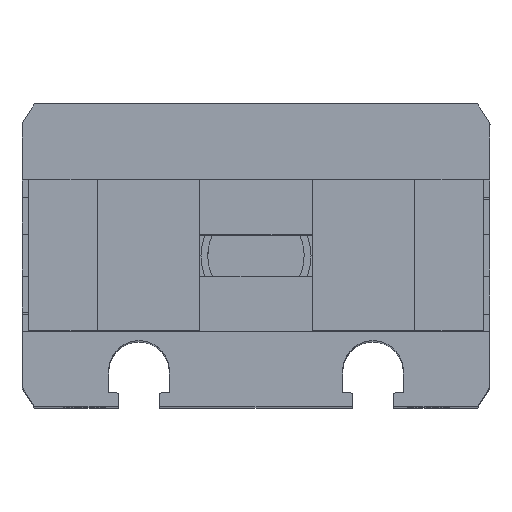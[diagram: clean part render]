
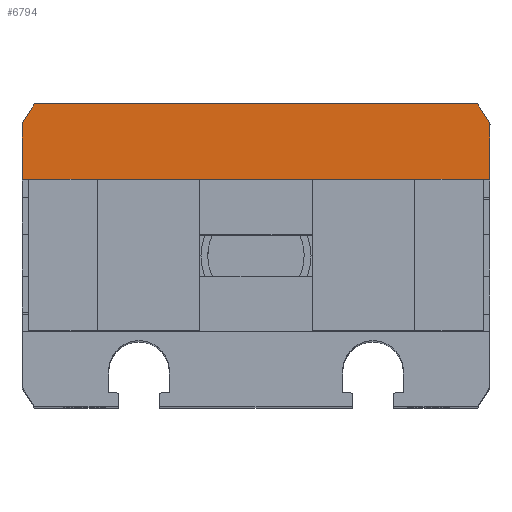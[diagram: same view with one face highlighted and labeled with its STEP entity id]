
A CAD part, top view. The second image highlights one B-rep face of the part: STEP entity #6794.
In plain terms, the highlighted planar face has unit normal (0, 0, 1).
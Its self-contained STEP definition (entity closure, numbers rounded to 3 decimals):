
#3278=CARTESIAN_POINT('',(16.969,9.522,58.5));
#3279=VERTEX_POINT('Vertex175',#3278);
#3286=CARTESIAN_POINT('',(16.969,5.469,58.5));
#3287=VERTEX_POINT('Vertex177',#3286);
#3288=CARTESIAN_POINT('',(16.969,7.495,58.5));
#3289=DIRECTION('',(0.,1.,0.));
#3290=VECTOR('',#3289,1.);
#3291=LINE('nurbsCrv234',#3288,#3290);
#3292=EDGE_CURVE('Edge234',#3287,#3279,#3291,.T.);
#3433=CARTESIAN_POINT('',(-17.031,9.522,58.5));
#3434=VERTEX_POINT('Vertex188',#3433);
#3481=CARTESIAN_POINT('',(-17.031,5.469,58.5));
#3482=VERTEX_POINT('Vertex195',#3481);
#3489=CARTESIAN_POINT('',(-17.031,7.495,58.5));
#3490=DIRECTION('',(0.,-1.,0.));
#3491=VECTOR('',#3490,1.);
#3492=LINE('nurbsCrv254',#3489,#3491);
#3493=EDGE_CURVE('Edge254',#3434,#3482,#3492,.T.);
#5906=CARTESIAN_POINT('',(16.07,10.969,58.5));
#5907=VERTEX_POINT('Vertex296',#5906);
#5914=CARTESIAN_POINT('',(16.52,10.245,58.5));
#5915=DIRECTION('',(0.527,-0.85,0.)
);
#5916=VECTOR('',#5915,1.);
#5917=LINE('nurbsCrv420',#5914,#5916);
#5918=EDGE_CURVE('Edge420',#5907,#3279,#5917,.T.);
#6055=CARTESIAN_POINT('',(-16.132,10.969,58.5));
#6056=VERTEX_POINT('Vertex299',#6055);
#6057=CARTESIAN_POINT('',(-16.582,10.245,58.5));
#6058=DIRECTION('',(0.527,0.85,0.));
#6059=VECTOR('',#6058,1.);
#6060=LINE('nurbsCrv426',#6057,#6059);
#6061=EDGE_CURVE('Edge426',#3434,#6056,#6060,.T.);
#6388=CARTESIAN_POINT('',(-0.031,5.469,58.5));
#6389=DIRECTION('',(1.,0.,0.));
#6390=VECTOR('',#6389,1.);
#6391=LINE('nurbsCrv432',#6388,#6390);
#6392=EDGE_CURVE('Edge432',#3482,#3287,#6391,.T.);
#6776=ORIENTED_EDGE('Edgeuse875',*,*,#5918,.F.);
#6777=CARTESIAN_POINT('',(-0.031,10.969,58.5));
#6778=DIRECTION('',(1.,0.,0.));
#6779=VECTOR('',#6778,1.);
#6780=LINE('nurbsCrv446',#6777,#6779);
#6781=EDGE_CURVE('Edge446',#6056,#5907,#6780,.T.);
#6782=ORIENTED_EDGE('Edgeuse876',*,*,#6781,.F.);
#6783=ORIENTED_EDGE('Edgeuse877',*,*,#6061,.F.);
#6784=ORIENTED_EDGE('Edgeuse878',*,*,#3493,.T.);
#6785=ORIENTED_EDGE('Edgeuse879',*,*,#6392,.T.);
#6786=ORIENTED_EDGE('Edgeuse880',*,*,#3292,.T.);
#6787=EDGE_LOOP('',(#6776,#6782,#6783,#6784,#6785,#6786));
#6788=FACE_OUTER_BOUND('',#6787,.T.);
#6789=CARTESIAN_POINT('',(-0.031,8.219,58.5));
#6790=DIRECTION('',(0.,0.,1.));
#6791=DIRECTION('',(0.,1.,0.));
#6792=AXIS2_PLACEMENT_3D('',#6789,#6790,#6791);
#6793=PLANE('nurbsSrf172',#6792);
#6794=ADVANCED_FACE('Face172',(#6788),#6793,.T.);
